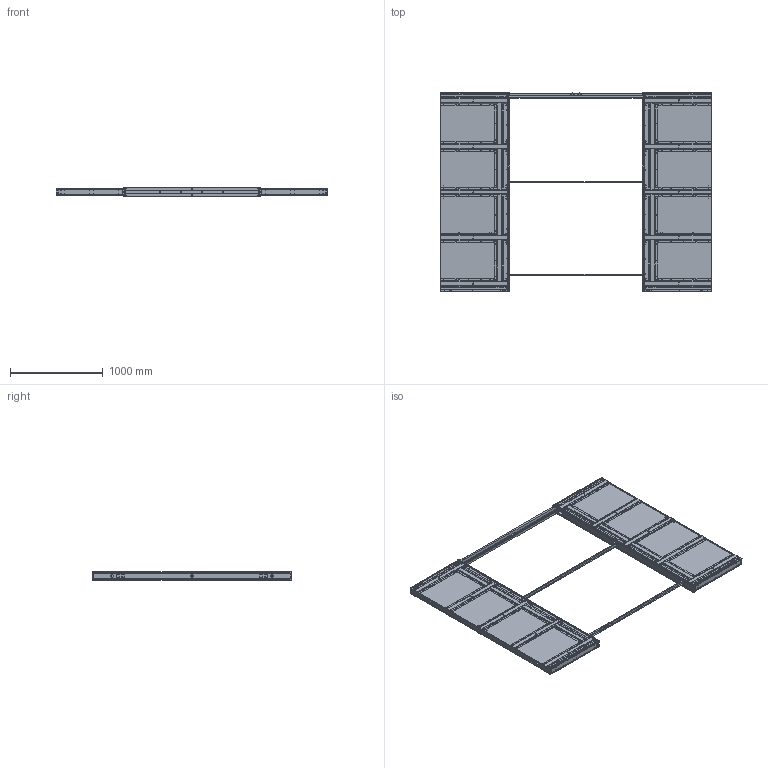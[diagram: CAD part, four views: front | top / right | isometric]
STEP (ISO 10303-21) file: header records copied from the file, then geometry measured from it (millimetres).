
FILE_DESCRIPTION(/* description */ (''),/* implementation_level */ '2;1');
FILE_NAME(/* name */ 'SAF-INSIDE140.stp',/* time_stamp */ '2019-08-12T13:59:55+02:00',/* author */ ('Marc'),/* organization */ (''),/* preprocessor_version */ 'ST-DEVELOPER v17.2',/* originating_system */ 'Autodesk Inventor 2019',/* authorisation */ '');
FILE_SCHEMA (('AUTOMOTIVE_DESIGN { 1 0 10303 214 3 1 1 }'));
Products named in the file (19): SAF-INSIDE140 MANTION; 22814; 22545; 22546; 22547; 22548; 22549; 22551; 22552; 22554; 22531_B; 22590_A; 22555; 22532; 22553; 22805; 11145_128; 11145_C_148; 04005
Assembly tree (53 placements, depth 3):
  SAF-INSIDE140 MANTION
    22814  x2
      22545
      22546
      22547
      22548
      22549
      22551
      22552
      22554
      22531_B
      22590_A
      22555
    22532  x2
    22553  x2
    22805
    11145_128  x2
    11145_C_148
    04005  x12
Bounding box: 2927.6 x 2137.6 x 95 mm (x, y, z)
Volume: 13128816.1 mm3; surface area: 23580180.9 mm2
Topology: 82 solids, 82 shells, 11664 faces, 31928 edges, 20872 vertices
Faces by surface type: plane 9958, cylinder 1546, bspline 76, cone 48, torus 24, sphere 12
Full cylindrical faces by diameter (mm): 2.5 x12, 3 x72, 4.2 x12, 4.5 x16, 5 x38, 5.05 x2, 28 x6
Entity records: 68879 total; most frequent: CARTESIAN_POINT 13138, ORIENTED_EDGE 11586, DIRECTION 11035, EDGE_CURVE 5793, LINE 4791, VECTOR 4791, VERTEX_POINT 3729, AXIS2_PLACEMENT_3D 3122
